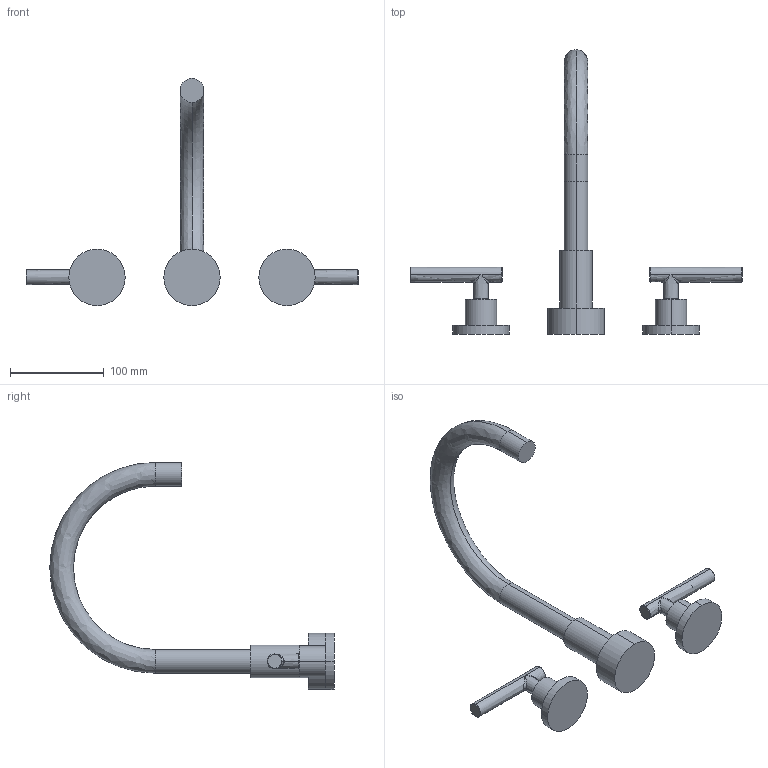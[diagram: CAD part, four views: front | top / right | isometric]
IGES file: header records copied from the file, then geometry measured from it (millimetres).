
Start section:  PTC IGES file: 3-996l.igs
Global section: file name: 3-996l.igs; native system: Creo Parametric by PTC Inc.; preprocessor: 2018400; author: jinson.thomas; organization: Unknown; date: 20210316.113017; units: inch
Bounding box: 355.04 x 304.23 x 242.89 mm (x, y, z)
Volume: 514512.4 mm3; surface area: 86360.2 mm2
Topology: 3 solids, 3 shells, 64 faces, 122 edges, 72 vertices
Faces by surface type: revolution 40, bspline 24
